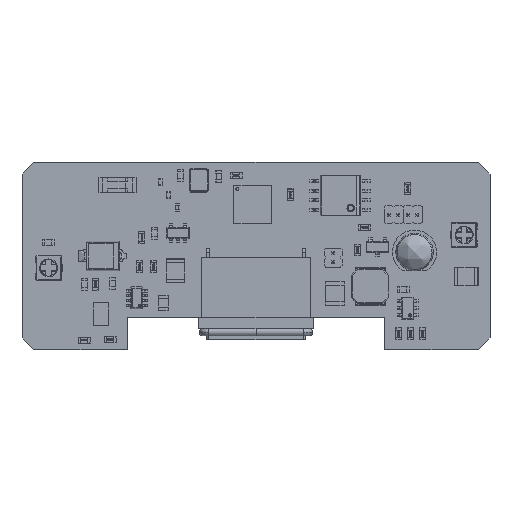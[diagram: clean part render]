
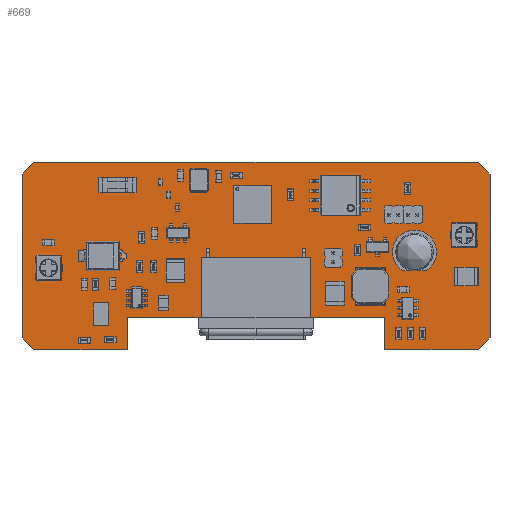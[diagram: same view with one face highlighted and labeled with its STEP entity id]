
A CAD part, top view. The second image highlights one B-rep face of the part: STEP entity #669.
In plain terms, the highlighted planar face has unit normal (0, 0, 1).
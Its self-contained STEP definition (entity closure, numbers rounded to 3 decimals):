
#284 = VERTEX_POINT('',#285);
#285 = CARTESIAN_POINT('',(62.5,1.55,0.891));
#291 = EDGE_CURVE('',#284,#292,#294,.T.);
#292 = VERTEX_POINT('',#293);
#293 = CARTESIAN_POINT('',(60.95,0.,0.891));
#294 = LINE('',#295,#296);
#295 = CARTESIAN_POINT('',(62.5,1.55,0.891));
#296 = VECTOR('',#297,1.);
#297 = DIRECTION('',(-0.707,-0.707,0.));
#322 = EDGE_CURVE('',#292,#323,#325,.T.);
#323 = VERTEX_POINT('',#324);
#324 = CARTESIAN_POINT('',(48.425,0.,0.891));
#325 = LINE('',#326,#327);
#326 = CARTESIAN_POINT('',(60.95,0.,0.891));
#327 = VECTOR('',#328,1.);
#328 = DIRECTION('',(-1.,0.,0.));
#353 = EDGE_CURVE('',#323,#354,#356,.T.);
#354 = VERTEX_POINT('',#355);
#355 = CARTESIAN_POINT('',(48.425,4.325,0.891));
#356 = LINE('',#357,#358);
#357 = CARTESIAN_POINT('',(48.425,0.,0.891));
#358 = VECTOR('',#359,1.);
#359 = DIRECTION('',(0.,1.,0.));
#384 = EDGE_CURVE('',#354,#385,#387,.T.);
#385 = VERTEX_POINT('',#386);
#386 = CARTESIAN_POINT('',(14.075,4.325,0.891));
#387 = LINE('',#388,#389);
#388 = CARTESIAN_POINT('',(48.425,4.325,0.891));
#389 = VECTOR('',#390,1.);
#390 = DIRECTION('',(-1.,0.,0.));
#415 = EDGE_CURVE('',#385,#416,#418,.T.);
#416 = VERTEX_POINT('',#417);
#417 = CARTESIAN_POINT('',(14.075,0.,0.891));
#418 = LINE('',#419,#420);
#419 = CARTESIAN_POINT('',(14.075,4.325,0.891));
#420 = VECTOR('',#421,1.);
#421 = DIRECTION('',(0.,-1.,0.));
#446 = EDGE_CURVE('',#416,#447,#449,.T.);
#447 = VERTEX_POINT('',#448);
#448 = CARTESIAN_POINT('',(1.55,0.,0.891));
#449 = LINE('',#450,#451);
#450 = CARTESIAN_POINT('',(14.075,0.,0.891));
#451 = VECTOR('',#452,1.);
#452 = DIRECTION('',(-1.,0.,0.));
#477 = EDGE_CURVE('',#447,#478,#480,.T.);
#478 = VERTEX_POINT('',#479);
#479 = CARTESIAN_POINT('',(0.,1.55,0.891));
#480 = LINE('',#481,#482);
#481 = CARTESIAN_POINT('',(1.55,0.,0.891));
#482 = VECTOR('',#483,1.);
#483 = DIRECTION('',(-0.707,0.707,0.));
#508 = EDGE_CURVE('',#478,#509,#511,.T.);
#509 = VERTEX_POINT('',#510);
#510 = CARTESIAN_POINT('',(0.,23.45,0.891));
#511 = LINE('',#512,#513);
#512 = CARTESIAN_POINT('',(0.,1.55,0.891));
#513 = VECTOR('',#514,1.);
#514 = DIRECTION('',(0.,1.,0.));
#539 = EDGE_CURVE('',#509,#540,#542,.T.);
#540 = VERTEX_POINT('',#541);
#541 = CARTESIAN_POINT('',(1.55,25.,0.891));
#542 = LINE('',#543,#544);
#543 = CARTESIAN_POINT('',(0.,23.45,0.891));
#544 = VECTOR('',#545,1.);
#545 = DIRECTION('',(0.707,0.707,0.));
#570 = EDGE_CURVE('',#540,#571,#573,.T.);
#571 = VERTEX_POINT('',#572);
#572 = CARTESIAN_POINT('',(60.95,25.,0.891));
#573 = LINE('',#574,#575);
#574 = CARTESIAN_POINT('',(1.55,25.,0.891));
#575 = VECTOR('',#576,1.);
#576 = DIRECTION('',(1.,0.,0.));
#601 = EDGE_CURVE('',#571,#602,#604,.T.);
#602 = VERTEX_POINT('',#603);
#603 = CARTESIAN_POINT('',(62.5,23.45,0.891));
#604 = LINE('',#605,#606);
#605 = CARTESIAN_POINT('',(60.95,25.,0.891));
#606 = VECTOR('',#607,1.);
#607 = DIRECTION('',(0.707,-0.707,0.));
#632 = EDGE_CURVE('',#602,#284,#633,.T.);
#633 = LINE('',#634,#635);
#634 = CARTESIAN_POINT('',(62.5,23.45,0.891));
#635 = VECTOR('',#636,1.);
#636 = DIRECTION('',(0.,-1.,0.));
#669 = ADVANCED_FACE('',(#670),#684,.T.);
#670 = FACE_BOUND('',#671,.F.);
#671 = EDGE_LOOP('',(#672,#673,#674,#675,#676,#677,#678,#679,#680,#681,
    #682,#683));
#672 = ORIENTED_EDGE('',*,*,#291,.T.);
#673 = ORIENTED_EDGE('',*,*,#322,.T.);
#674 = ORIENTED_EDGE('',*,*,#353,.T.);
#675 = ORIENTED_EDGE('',*,*,#384,.T.);
#676 = ORIENTED_EDGE('',*,*,#415,.T.);
#677 = ORIENTED_EDGE('',*,*,#446,.T.);
#678 = ORIENTED_EDGE('',*,*,#477,.T.);
#679 = ORIENTED_EDGE('',*,*,#508,.T.);
#680 = ORIENTED_EDGE('',*,*,#539,.T.);
#681 = ORIENTED_EDGE('',*,*,#570,.T.);
#682 = ORIENTED_EDGE('',*,*,#601,.T.);
#683 = ORIENTED_EDGE('',*,*,#632,.T.);
#684 = PLANE('',#685);
#685 = AXIS2_PLACEMENT_3D('',#686,#687,#688);
#686 = CARTESIAN_POINT('',(62.5,1.55,0.891));
#687 = DIRECTION('',(0.,0.,1.));
#688 = DIRECTION('',(1.,0.,0.));
